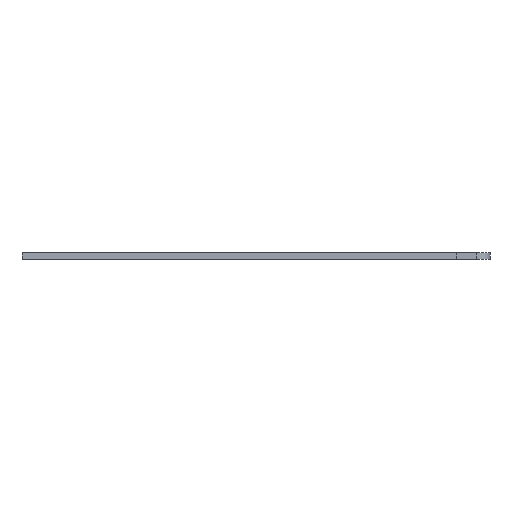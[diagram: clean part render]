
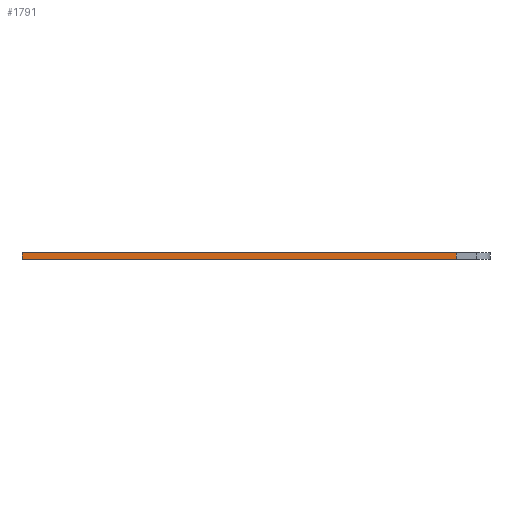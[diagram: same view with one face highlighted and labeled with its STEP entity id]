
A CAD part, front view. The second image highlights one B-rep face of the part: STEP entity #1791.
In plain terms, the highlighted planar face has unit normal (0, -1, 0).
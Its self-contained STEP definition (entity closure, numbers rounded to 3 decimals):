
#91=PLANE('',#1900);
#166=FACE_OUTER_BOUND('',#253,.T.);
#253=EDGE_LOOP('',(#1439,#1440,#1441,#1442));
#470=LINE('',#2767,#693);
#471=LINE('',#2770,#694);
#472=LINE('',#2772,#695);
#473=LINE('',#2773,#696);
#693=VECTOR('',#2253,10.);
#694=VECTOR('',#2256,10.);
#695=VECTOR('',#2257,10.);
#696=VECTOR('',#2258,10.);
#898=VERTEX_POINT('',#2763);
#899=VERTEX_POINT('',#2765);
#900=VERTEX_POINT('',#2769);
#901=VERTEX_POINT('',#2771);
#1126=EDGE_CURVE('',#898,#899,#470,.T.);
#1127=EDGE_CURVE('',#900,#898,#471,.T.);
#1128=EDGE_CURVE('',#901,#899,#472,.T.);
#1129=EDGE_CURVE('',#900,#901,#473,.T.);
#1439=ORIENTED_EDGE('',*,*,#1127,.T.);
#1440=ORIENTED_EDGE('',*,*,#1126,.T.);
#1441=ORIENTED_EDGE('',*,*,#1128,.F.);
#1442=ORIENTED_EDGE('',*,*,#1129,.F.);
#1791=ADVANCED_FACE('',(#166),#91,.T.);
#1900=AXIS2_PLACEMENT_3D('',#2768,#2254,#2255);
#2253=DIRECTION('',(0.,0.,1.));
#2254=DIRECTION('center_axis',(0.,-1.,0.));
#2255=DIRECTION('ref_axis',(1.,0.,0.));
#2256=DIRECTION('',(1.,0.,0.));
#2257=DIRECTION('',(1.,0.,0.));
#2258=DIRECTION('',(0.,0.,1.));
#2763=CARTESIAN_POINT('',(103.,0.,0.));
#2765=CARTESIAN_POINT('',(103.,0.,1.6));
#2767=CARTESIAN_POINT('',(103.,0.,0.));
#2768=CARTESIAN_POINT('Origin',(0.,0.,0.));
#2769=CARTESIAN_POINT('',(0.,0.,0.));
#2770=CARTESIAN_POINT('',(0.,0.,0.));
#2771=CARTESIAN_POINT('',(0.,0.,1.6));
#2772=CARTESIAN_POINT('',(0.,0.,1.6));
#2773=CARTESIAN_POINT('',(0.,0.,0.));
